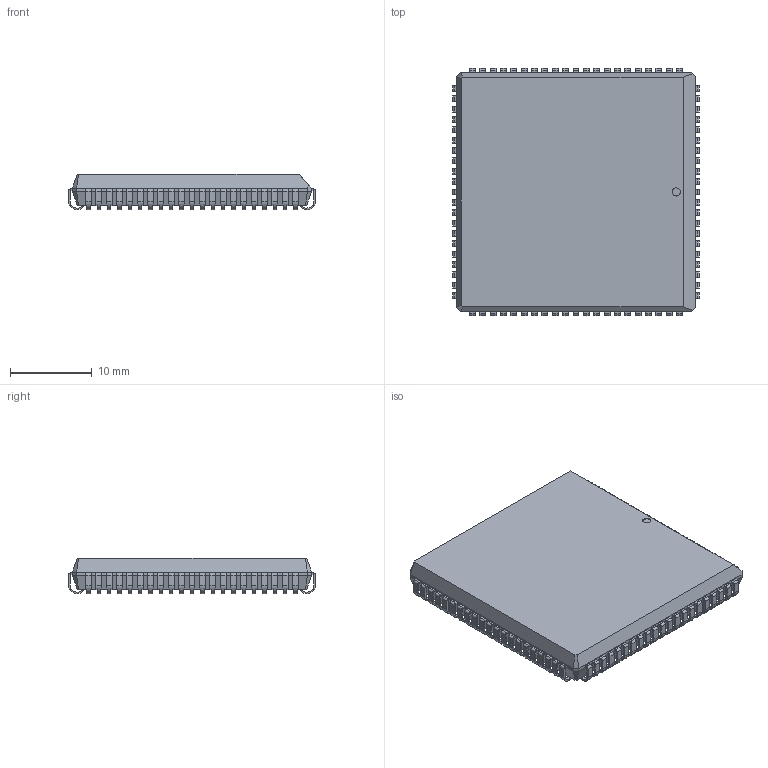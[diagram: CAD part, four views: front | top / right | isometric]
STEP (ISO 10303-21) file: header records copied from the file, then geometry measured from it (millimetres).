
FILE_DESCRIPTION (( 'STEP AP214' ), '1' );
FILE_NAME ('User Library-PLCC84.STEP', '2020-11-10T18:26:37', ( '' ), ( '' ), 'SwSTEP 2.0', 'SolidWorks 2020', '' );
FILE_SCHEMA (( 'AUTOMOTIVE_DESIGN' ));
Length unit declared in the file: millimetre
Products named in the file (1): User Library-PLCC84
Bounding box: 30.3 x 30.3 x 4.34 mm (x, y, z)
Volume: 3171.1 mm3; surface area: 2566.3 mm2
Topology: 1 solids, 1 shells, 1245 faces, 3714 edges, 2472 vertices
Faces by surface type: plane 865, cylinder 380
Entity records: 42675 total; most frequent: CARTESIAN_POINT 8440, ORIENTED_EDGE 7428, DIRECTION 6966, EDGE_CURVE 3714, VERTEX_POINT 2472, AXIS2_PLACEMENT_3D 2342, LINE 2282, VECTOR 2282
